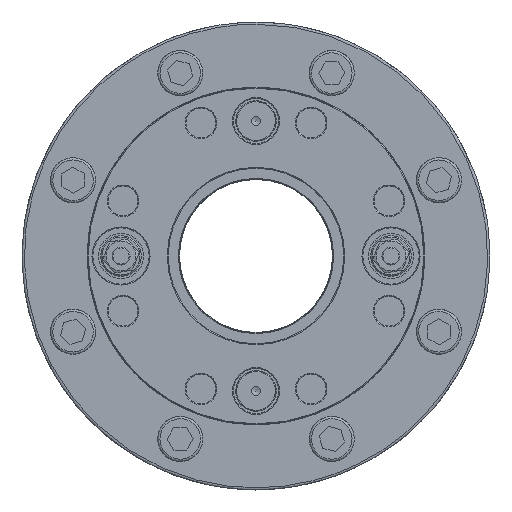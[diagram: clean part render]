
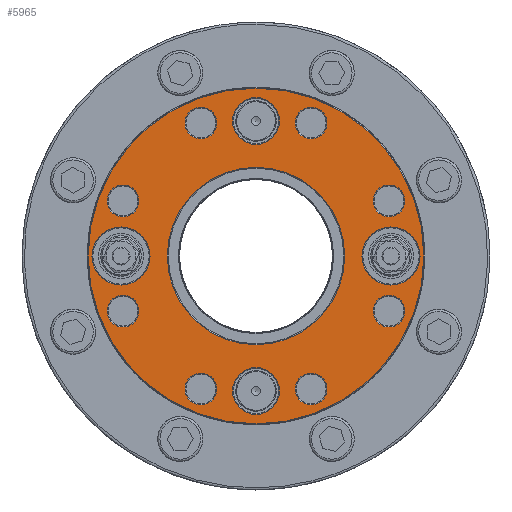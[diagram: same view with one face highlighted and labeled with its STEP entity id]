
A CAD part, front view. The second image highlights one B-rep face of the part: STEP entity #5965.
In plain terms, the highlighted planar face has unit normal (0, -1, 0).
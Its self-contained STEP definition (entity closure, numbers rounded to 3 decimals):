
#8 = AXIS2_PLACEMENT_3D ( 'NONE', #1007, #7290, #3929 ) ;
#28 = CARTESIAN_POINT ( 'NONE',  ( -29.564, 0., 8.722 ) ) ;
#111 = ORIENTED_EDGE ( 'NONE', *, *, #3411, .T. ) ;
#155 = EDGE_CURVE ( 'NONE', #1414, #1414, #6977, .T. ) ;
#170 = VERTEX_POINT ( 'NONE', #11477 ) ;
#249 = DIRECTION ( 'NONE',  ( 0., 1., 0. ) ) ;
#271 = ORIENTED_EDGE ( 'NONE', *, *, #6350, .T. ) ;
#583 = FACE_BOUND ( 'NONE', #12651, .T. ) ;
#627 = CIRCLE ( 'NONE', #7673, 37.3 ) ;
#704 = CIRCLE ( 'NONE', #13262, 5.2 ) ;
#712 = AXIS2_PLACEMENT_3D ( 'NONE', #1835, #2741, #12179 ) ;
#780 = FACE_BOUND ( 'NONE', #11699, .T. ) ;
#936 = CARTESIAN_POINT ( 'NONE',  ( 12.246, 0., -29.564 ) ) ;
#1007 = CARTESIAN_POINT ( 'NONE',  ( -29.564, 0., 12.246 ) ) ;
#1241 = EDGE_CURVE ( 'NONE', #8163, #8163, #6606, .T. ) ;
#1272 = FACE_BOUND ( 'NONE', #7667, .T. ) ;
#1414 = VERTEX_POINT ( 'NONE', #2529 ) ;
#1425 = FACE_BOUND ( 'NONE', #1578, .T. ) ;
#1455 = DIRECTION ( 'NONE',  ( 0., 0., -1. ) ) ;
#1507 = AXIS2_PLACEMENT_3D ( 'NONE', #10855, #5610, #12700 ) ;
#1556 = CIRCLE ( 'NONE', #2886, 3.524 ) ;
#1558 = DIRECTION ( 'NONE',  ( 0., 0., -1. ) ) ;
#1578 = EDGE_LOOP ( 'NONE', ( #3251 ) ) ;
#1582 = AXIS2_PLACEMENT_3D ( 'NONE', #13501, #11101, #12336 ) ;
#1824 = ORIENTED_EDGE ( 'NONE', *, *, #8483, .T. ) ;
#1835 = CARTESIAN_POINT ( 'NONE',  ( 0., 0., 0. ) ) ;
#1888 = CARTESIAN_POINT ( 'NONE',  ( 29.564, 0., -12.246 ) ) ;
#1956 = DIRECTION ( 'NONE',  ( 0., 0., -1. ) ) ;
#2265 = EDGE_CURVE ( 'NONE', #10222, #10222, #627, .T. ) ;
#2291 = CARTESIAN_POINT ( 'NONE',  ( 12.246, 0., 29.564 ) ) ;
#2332 = FACE_BOUND ( 'NONE', #6727, .T. ) ;
#2338 = EDGE_LOOP ( 'NONE', ( #11228 ) ) ;
#2425 = CIRCLE ( 'NONE', #11445, 6.45 ) ;
#2438 = CIRCLE ( 'NONE', #11897, 3.524 ) ;
#2450 = DIRECTION ( 'NONE',  ( 0., 0., -1. ) ) ;
#2504 = CARTESIAN_POINT ( 'NONE',  ( 12.246, 0., -33.088 ) ) ;
#2529 = CARTESIAN_POINT ( 'NONE',  ( -29.564, 0., -15.769 ) ) ;
#2635 = CIRCLE ( 'NONE', #8, 3.523 ) ;
#2741 = DIRECTION ( 'NONE',  ( 0., -1., 0. ) ) ;
#2886 = AXIS2_PLACEMENT_3D ( 'NONE', #1888, #3968, #1956 ) ;
#3235 = ORIENTED_EDGE ( 'NONE', *, *, #12216, .T. ) ;
#3251 = ORIENTED_EDGE ( 'NONE', *, *, #13355, .T. ) ;
#3403 = VERTEX_POINT ( 'NONE', #5414 ) ;
#3411 = EDGE_CURVE ( 'NONE', #170, #170, #1556, .T. ) ;
#3633 = DIRECTION ( 'NONE',  ( 0., 0., -1. ) ) ;
#3736 = DIRECTION ( 'NONE',  ( 0., 1., 0. ) ) ;
#3789 = EDGE_LOOP ( 'NONE', ( #7169 ) ) ;
#3868 = CARTESIAN_POINT ( 'NONE',  ( -12.246, 0., 26.041 ) ) ;
#3929 = DIRECTION ( 'NONE',  ( 0., 0., -1. ) ) ;
#3968 = DIRECTION ( 'NONE',  ( 0., 1., 0. ) ) ;
#4195 = CIRCLE ( 'NONE', #12137, 5.2 ) ;
#4384 = EDGE_CURVE ( 'NONE', #5806, #5806, #704, .T. ) ;
#4573 = CARTESIAN_POINT ( 'NONE',  ( 29.564, 0., 8.722 ) ) ;
#4934 = DIRECTION ( 'NONE',  ( 0., 1., 0. ) ) ;
#5057 = DIRECTION ( 'NONE',  ( 0., 0., -1. ) ) ;
#5161 = DIRECTION ( 'NONE',  ( 0., 1., 0. ) ) ;
#5414 = CARTESIAN_POINT ( 'NONE',  ( -30., 0., -6.45 ) ) ;
#5471 = CARTESIAN_POINT ( 'NONE',  ( 0., 0., 0. ) ) ;
#5500 = FACE_BOUND ( 'NONE', #5561, .T. ) ;
#5561 = EDGE_LOOP ( 'NONE', ( #1824 ) ) ;
#5610 = DIRECTION ( 'NONE',  ( 0., 1., 0. ) ) ;
#5615 = VERTEX_POINT ( 'NONE', #4573 ) ;
#5635 = FACE_BOUND ( 'NONE', #10949, .T. ) ;
#5645 = CARTESIAN_POINT ( 'NONE',  ( 12.246, 0., 26.041 ) ) ;
#5777 = CARTESIAN_POINT ( 'NONE',  ( 30., 0., -6.45 ) ) ;
#5806 = VERTEX_POINT ( 'NONE', #8708 ) ;
#5891 = AXIS2_PLACEMENT_3D ( 'NONE', #11182, #12366, #5057 ) ;
#5925 = ORIENTED_EDGE ( 'NONE', *, *, #7198, .T. ) ;
#5965 = ADVANCED_FACE ( 'NONE', ( #11775, #8679, #2332, #10730, #1272, #5500, #12873, #1425, #5635, #9831, #8095, #780, #6778, #583 ), #13272, .T. ) ;
#6002 = VERTEX_POINT ( 'NONE', #5645 ) ;
#6350 = EDGE_CURVE ( 'NONE', #13305, #13305, #8542, .T. ) ;
#6459 = EDGE_LOOP ( 'NONE', ( #111 ) ) ;
#6606 = CIRCLE ( 'NONE', #9904, 19.7 ) ;
#6697 = CARTESIAN_POINT ( 'NONE',  ( 29.564, 0., 12.246 ) ) ;
#6722 = EDGE_CURVE ( 'NONE', #6002, #6002, #9427, .T. ) ;
#6727 = EDGE_LOOP ( 'NONE', ( #3235 ) ) ;
#6778 = FACE_BOUND ( 'NONE', #11613, .T. ) ;
#6798 = AXIS2_PLACEMENT_3D ( 'NONE', #8499, #10915, #1455 ) ;
#6893 = DIRECTION ( 'NONE',  ( 0., 0., -1. ) ) ;
#6929 = ORIENTED_EDGE ( 'NONE', *, *, #155, .T. ) ;
#6976 = AXIS2_PLACEMENT_3D ( 'NONE', #2291, #12888, #9719 ) ;
#6977 = CIRCLE ( 'NONE', #1507, 3.524 ) ;
#6983 = DIRECTION ( 'NONE',  ( 0., 0., -1. ) ) ;
#7152 = EDGE_LOOP ( 'NONE', ( #13450 ) ) ;
#7169 = ORIENTED_EDGE ( 'NONE', *, *, #8842, .T. ) ;
#7198 = EDGE_CURVE ( 'NONE', #11921, #11921, #2425, .T. ) ;
#7290 = DIRECTION ( 'NONE',  ( 0., 1., 0. ) ) ;
#7362 = EDGE_CURVE ( 'NONE', #7837, #7837, #12754, .T. ) ;
#7467 = EDGE_LOOP ( 'NONE', ( #10713 ) ) ;
#7667 = EDGE_LOOP ( 'NONE', ( #5925 ) ) ;
#7673 = AXIS2_PLACEMENT_3D ( 'NONE', #8071, #11119, #10214 ) ;
#7837 = VERTEX_POINT ( 'NONE', #11023 ) ;
#8071 = CARTESIAN_POINT ( 'NONE',  ( 0., 0., 0. ) ) ;
#8080 = CARTESIAN_POINT ( 'NONE',  ( 0., 0., -19.7 ) ) ;
#8095 = FACE_BOUND ( 'NONE', #3789, .T. ) ;
#8163 = VERTEX_POINT ( 'NONE', #8080 ) ;
#8409 = CIRCLE ( 'NONE', #1582, 6.45 ) ;
#8483 = EDGE_CURVE ( 'NONE', #5615, #5615, #10607, .T. ) ;
#8499 = CARTESIAN_POINT ( 'NONE',  ( -12.246, 0., -29.564 ) ) ;
#8542 = CIRCLE ( 'NONE', #5891, 3.523 ) ;
#8679 = FACE_BOUND ( 'NONE', #9170, .T. ) ;
#8708 = CARTESIAN_POINT ( 'NONE',  ( 0., 0., -35.2 ) ) ;
#8842 = EDGE_CURVE ( 'NONE', #3403, #3403, #8409, .T. ) ;
#8933 = CARTESIAN_POINT ( 'NONE',  ( 0., 0., 30. ) ) ;
#9058 = DIRECTION ( 'NONE',  ( 0., 1., 0. ) ) ;
#9059 = AXIS2_PLACEMENT_3D ( 'NONE', #6697, #3736, #6893 ) ;
#9170 = EDGE_LOOP ( 'NONE', ( #9910 ) ) ;
#9427 = CIRCLE ( 'NONE', #6976, 3.523 ) ;
#9450 = VERTEX_POINT ( 'NONE', #28 ) ;
#9719 = DIRECTION ( 'NONE',  ( 0., 0., -1. ) ) ;
#9831 = FACE_BOUND ( 'NONE', #2338, .T. ) ;
#9904 = AXIS2_PLACEMENT_3D ( 'NONE', #5471, #249, #2450 ) ;
#9910 = ORIENTED_EDGE ( 'NONE', *, *, #1241, .T. ) ;
#9936 = VERTEX_POINT ( 'NONE', #12258 ) ;
#9963 = CARTESIAN_POINT ( 'NONE',  ( 30., 0., 0. ) ) ;
#10027 = DIRECTION ( 'NONE',  ( 0., 0., -1. ) ) ;
#10212 = ORIENTED_EDGE ( 'NONE', *, *, #7362, .T. ) ;
#10214 = DIRECTION ( 'NONE',  ( -1., 0., 0. ) ) ;
#10222 = VERTEX_POINT ( 'NONE', #13260 ) ;
#10607 = CIRCLE ( 'NONE', #9059, 3.523 ) ;
#10713 = ORIENTED_EDGE ( 'NONE', *, *, #2265, .T. ) ;
#10730 = FACE_BOUND ( 'NONE', #6459, .T. ) ;
#10759 = VERTEX_POINT ( 'NONE', #2504 ) ;
#10855 = CARTESIAN_POINT ( 'NONE',  ( -29.564, 0., -12.246 ) ) ;
#10915 = DIRECTION ( 'NONE',  ( 0., 1., 0. ) ) ;
#10949 = EDGE_LOOP ( 'NONE', ( #271 ) ) ;
#11023 = CARTESIAN_POINT ( 'NONE',  ( -12.246, 0., -33.088 ) ) ;
#11101 = DIRECTION ( 'NONE',  ( 0., 1., 0. ) ) ;
#11119 = DIRECTION ( 'NONE',  ( 0., -1., 0. ) ) ;
#11182 = CARTESIAN_POINT ( 'NONE',  ( -12.246, 0., 29.564 ) ) ;
#11228 = ORIENTED_EDGE ( 'NONE', *, *, #11781, .T. ) ;
#11445 = AXIS2_PLACEMENT_3D ( 'NONE', #9963, #9058, #10027 ) ;
#11477 = CARTESIAN_POINT ( 'NONE',  ( 29.564, 0., -15.769 ) ) ;
#11613 = EDGE_LOOP ( 'NONE', ( #13294 ) ) ;
#11699 = EDGE_LOOP ( 'NONE', ( #6929 ) ) ;
#11775 = FACE_OUTER_BOUND ( 'NONE', #7467, .T. ) ;
#11781 = EDGE_CURVE ( 'NONE', #9450, #9450, #2635, .T. ) ;
#11897 = AXIS2_PLACEMENT_3D ( 'NONE', #936, #5161, #6983 ) ;
#11921 = VERTEX_POINT ( 'NONE', #5777 ) ;
#12099 = CARTESIAN_POINT ( 'NONE',  ( 0., 0., -30. ) ) ;
#12137 = AXIS2_PLACEMENT_3D ( 'NONE', #8933, #13138, #3633 ) ;
#12179 = DIRECTION ( 'NONE',  ( 0., 0., -1. ) ) ;
#12216 = EDGE_CURVE ( 'NONE', #10759, #10759, #2438, .T. ) ;
#12258 = CARTESIAN_POINT ( 'NONE',  ( 0., 0., 24.8 ) ) ;
#12336 = DIRECTION ( 'NONE',  ( 0., 0., -1. ) ) ;
#12366 = DIRECTION ( 'NONE',  ( 0., 1., 0. ) ) ;
#12651 = EDGE_LOOP ( 'NONE', ( #10212 ) ) ;
#12700 = DIRECTION ( 'NONE',  ( 0., 0., -1. ) ) ;
#12754 = CIRCLE ( 'NONE', #6798, 3.524 ) ;
#12873 = FACE_BOUND ( 'NONE', #7152, .T. ) ;
#12888 = DIRECTION ( 'NONE',  ( 0., 1., 0. ) ) ;
#13138 = DIRECTION ( 'NONE',  ( 0., 1., 0. ) ) ;
#13260 = CARTESIAN_POINT ( 'NONE',  ( -37.3, 0., 0. ) ) ;
#13262 = AXIS2_PLACEMENT_3D ( 'NONE', #12099, #4934, #1558 ) ;
#13272 = PLANE ( 'NONE',  #712 ) ;
#13294 = ORIENTED_EDGE ( 'NONE', *, *, #4384, .T. ) ;
#13305 = VERTEX_POINT ( 'NONE', #3868 ) ;
#13355 = EDGE_CURVE ( 'NONE', #9936, #9936, #4195, .T. ) ;
#13450 = ORIENTED_EDGE ( 'NONE', *, *, #6722, .T. ) ;
#13501 = CARTESIAN_POINT ( 'NONE',  ( -30., 0., 0. ) ) ;
